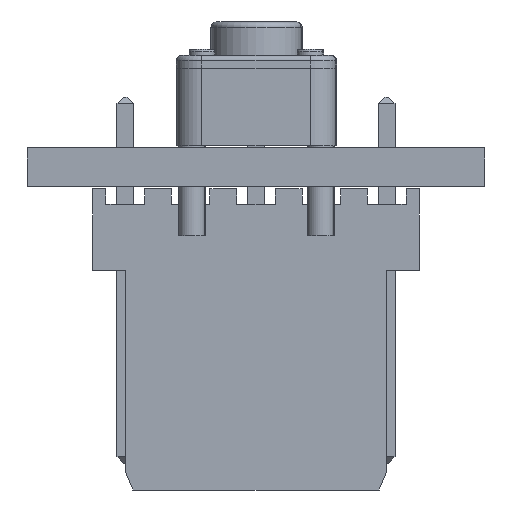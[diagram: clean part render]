
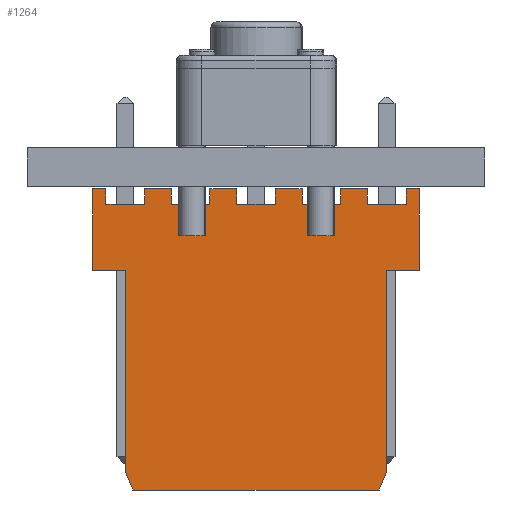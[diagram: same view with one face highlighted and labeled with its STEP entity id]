
A CAD part, front view. The second image highlights one B-rep face of the part: STEP entity #1264.
In plain terms, the highlighted planar face has unit normal (0, -1, 0).
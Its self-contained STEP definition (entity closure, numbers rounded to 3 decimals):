
#1228 = EDGE_CURVE('',#1229,#1231,#1233,.T.);
#1229 = VERTEX_POINT('',#1230);
#1230 = CARTESIAN_POINT('',(0.3,-2.9,11.7));
#1231 = VERTEX_POINT('',#1232);
#1232 = CARTESIAN_POINT('',(9.86,-2.9,11.7));
#1233 = LINE('',#1234,#1235);
#1234 = CARTESIAN_POINT('',(5.08,-2.9,11.7));
#1235 = VECTOR('',#1236,1.);
#1236 = DIRECTION('',(1.,0.,0.));
#1264 = ADVANCED_FACE('',(#1265),#1498,.T.);
#1265 = FACE_BOUND('',#1266,.T.);
#1266 = EDGE_LOOP('',(#1267,#1277,#1285,#1293,#1301,#1309,#1317,#1325,
    #1333,#1341,#1349,#1357,#1365,#1373,#1381,#1389,#1397,#1405,#1413,
    #1421,#1429,#1437,#1445,#1453,#1461,#1467,#1468,#1476,#1484,#1492));
#1267 = ORIENTED_EDGE('',*,*,#1268,.T.);
#1268 = EDGE_CURVE('',#1269,#1271,#1273,.T.);
#1269 = VERTEX_POINT('',#1270);
#1270 = CARTESIAN_POINT('',(-1.27,-2.9,0.));
#1271 = VERTEX_POINT('',#1272);
#1272 = CARTESIAN_POINT('',(-0.75,-2.9,0.));
#1273 = LINE('',#1274,#1275);
#1274 = CARTESIAN_POINT('',(-1.27,-2.9,0.));
#1275 = VECTOR('',#1276,1.);
#1276 = DIRECTION('',(1.,0.,0.));
#1277 = ORIENTED_EDGE('',*,*,#1278,.T.);
#1278 = EDGE_CURVE('',#1271,#1279,#1281,.T.);
#1279 = VERTEX_POINT('',#1280);
#1280 = CARTESIAN_POINT('',(-0.75,-2.9,0.6));
#1281 = LINE('',#1282,#1283);
#1282 = CARTESIAN_POINT('',(-0.75,-2.9,0.));
#1283 = VECTOR('',#1284,1.);
#1284 = DIRECTION('',(0.,0.,1.));
#1285 = ORIENTED_EDGE('',*,*,#1286,.F.);
#1286 = EDGE_CURVE('',#1287,#1279,#1289,.T.);
#1287 = VERTEX_POINT('',#1288);
#1288 = CARTESIAN_POINT('',(0.75,-2.9,0.6));
#1289 = LINE('',#1290,#1291);
#1290 = CARTESIAN_POINT('',(0.75,-2.9,0.6));
#1291 = VECTOR('',#1292,1.);
#1292 = DIRECTION('',(-1.,0.,0.));
#1293 = ORIENTED_EDGE('',*,*,#1294,.F.);
#1294 = EDGE_CURVE('',#1295,#1287,#1297,.T.);
#1295 = VERTEX_POINT('',#1296);
#1296 = CARTESIAN_POINT('',(0.75,-2.9,0.));
#1297 = LINE('',#1298,#1299);
#1298 = CARTESIAN_POINT('',(0.75,-2.9,0.));
#1299 = VECTOR('',#1300,1.);
#1300 = DIRECTION('',(0.,0.,1.));
#1301 = ORIENTED_EDGE('',*,*,#1302,.T.);
#1302 = EDGE_CURVE('',#1295,#1303,#1305,.T.);
#1303 = VERTEX_POINT('',#1304);
#1304 = CARTESIAN_POINT('',(1.79,-2.9,0.));
#1305 = LINE('',#1306,#1307);
#1306 = CARTESIAN_POINT('',(-1.27,-2.9,0.));
#1307 = VECTOR('',#1308,1.);
#1308 = DIRECTION('',(1.,0.,0.));
#1309 = ORIENTED_EDGE('',*,*,#1310,.T.);
#1310 = EDGE_CURVE('',#1303,#1311,#1313,.T.);
#1311 = VERTEX_POINT('',#1312);
#1312 = CARTESIAN_POINT('',(1.79,-2.9,0.6));
#1313 = LINE('',#1314,#1315);
#1314 = CARTESIAN_POINT('',(1.79,-2.9,0.));
#1315 = VECTOR('',#1316,1.);
#1316 = DIRECTION('',(0.,0.,1.));
#1317 = ORIENTED_EDGE('',*,*,#1318,.F.);
#1318 = EDGE_CURVE('',#1319,#1311,#1321,.T.);
#1319 = VERTEX_POINT('',#1320);
#1320 = CARTESIAN_POINT('',(3.29,-2.9,0.6));
#1321 = LINE('',#1322,#1323);
#1322 = CARTESIAN_POINT('',(3.29,-2.9,0.6));
#1323 = VECTOR('',#1324,1.);
#1324 = DIRECTION('',(-1.,0.,0.));
#1325 = ORIENTED_EDGE('',*,*,#1326,.F.);
#1326 = EDGE_CURVE('',#1327,#1319,#1329,.T.);
#1327 = VERTEX_POINT('',#1328);
#1328 = CARTESIAN_POINT('',(3.29,-2.9,0.));
#1329 = LINE('',#1330,#1331);
#1330 = CARTESIAN_POINT('',(3.29,-2.9,0.));
#1331 = VECTOR('',#1332,1.);
#1332 = DIRECTION('',(0.,0.,1.));
#1333 = ORIENTED_EDGE('',*,*,#1334,.T.);
#1334 = EDGE_CURVE('',#1327,#1335,#1337,.T.);
#1335 = VERTEX_POINT('',#1336);
#1336 = CARTESIAN_POINT('',(4.33,-2.9,0.));
#1337 = LINE('',#1338,#1339);
#1338 = CARTESIAN_POINT('',(-1.27,-2.9,0.));
#1339 = VECTOR('',#1340,1.);
#1340 = DIRECTION('',(1.,0.,0.));
#1341 = ORIENTED_EDGE('',*,*,#1342,.T.);
#1342 = EDGE_CURVE('',#1335,#1343,#1345,.T.);
#1343 = VERTEX_POINT('',#1344);
#1344 = CARTESIAN_POINT('',(4.33,-2.9,0.6));
#1345 = LINE('',#1346,#1347);
#1346 = CARTESIAN_POINT('',(4.33,-2.9,0.));
#1347 = VECTOR('',#1348,1.);
#1348 = DIRECTION('',(0.,0.,1.));
#1349 = ORIENTED_EDGE('',*,*,#1350,.F.);
#1350 = EDGE_CURVE('',#1351,#1343,#1353,.T.);
#1351 = VERTEX_POINT('',#1352);
#1352 = CARTESIAN_POINT('',(5.83,-2.9,0.6));
#1353 = LINE('',#1354,#1355);
#1354 = CARTESIAN_POINT('',(5.83,-2.9,0.6));
#1355 = VECTOR('',#1356,1.);
#1356 = DIRECTION('',(-1.,0.,0.));
#1357 = ORIENTED_EDGE('',*,*,#1358,.F.);
#1358 = EDGE_CURVE('',#1359,#1351,#1361,.T.);
#1359 = VERTEX_POINT('',#1360);
#1360 = CARTESIAN_POINT('',(5.83,-2.9,0.));
#1361 = LINE('',#1362,#1363);
#1362 = CARTESIAN_POINT('',(5.83,-2.9,0.));
#1363 = VECTOR('',#1364,1.);
#1364 = DIRECTION('',(0.,0.,1.));
#1365 = ORIENTED_EDGE('',*,*,#1366,.T.);
#1366 = EDGE_CURVE('',#1359,#1367,#1369,.T.);
#1367 = VERTEX_POINT('',#1368);
#1368 = CARTESIAN_POINT('',(6.87,-2.9,0.));
#1369 = LINE('',#1370,#1371);
#1370 = CARTESIAN_POINT('',(-1.27,-2.9,0.));
#1371 = VECTOR('',#1372,1.);
#1372 = DIRECTION('',(1.,0.,0.));
#1373 = ORIENTED_EDGE('',*,*,#1374,.T.);
#1374 = EDGE_CURVE('',#1367,#1375,#1377,.T.);
#1375 = VERTEX_POINT('',#1376);
#1376 = CARTESIAN_POINT('',(6.87,-2.9,0.6));
#1377 = LINE('',#1378,#1379);
#1378 = CARTESIAN_POINT('',(6.87,-2.9,0.));
#1379 = VECTOR('',#1380,1.);
#1380 = DIRECTION('',(0.,0.,1.));
#1381 = ORIENTED_EDGE('',*,*,#1382,.F.);
#1382 = EDGE_CURVE('',#1383,#1375,#1385,.T.);
#1383 = VERTEX_POINT('',#1384);
#1384 = CARTESIAN_POINT('',(8.37,-2.9,0.6));
#1385 = LINE('',#1386,#1387);
#1386 = CARTESIAN_POINT('',(8.37,-2.9,0.6));
#1387 = VECTOR('',#1388,1.);
#1388 = DIRECTION('',(-1.,0.,0.));
#1389 = ORIENTED_EDGE('',*,*,#1390,.F.);
#1390 = EDGE_CURVE('',#1391,#1383,#1393,.T.);
#1391 = VERTEX_POINT('',#1392);
#1392 = CARTESIAN_POINT('',(8.37,-2.9,0.));
#1393 = LINE('',#1394,#1395);
#1394 = CARTESIAN_POINT('',(8.37,-2.9,0.));
#1395 = VECTOR('',#1396,1.);
#1396 = DIRECTION('',(0.,0.,1.));
#1397 = ORIENTED_EDGE('',*,*,#1398,.T.);
#1398 = EDGE_CURVE('',#1391,#1399,#1401,.T.);
#1399 = VERTEX_POINT('',#1400);
#1400 = CARTESIAN_POINT('',(9.41,-2.9,0.));
#1401 = LINE('',#1402,#1403);
#1402 = CARTESIAN_POINT('',(-1.27,-2.9,0.));
#1403 = VECTOR('',#1404,1.);
#1404 = DIRECTION('',(1.,0.,0.));
#1405 = ORIENTED_EDGE('',*,*,#1406,.T.);
#1406 = EDGE_CURVE('',#1399,#1407,#1409,.T.);
#1407 = VERTEX_POINT('',#1408);
#1408 = CARTESIAN_POINT('',(9.41,-2.9,0.6));
#1409 = LINE('',#1410,#1411);
#1410 = CARTESIAN_POINT('',(9.41,-2.9,0.));
#1411 = VECTOR('',#1412,1.);
#1412 = DIRECTION('',(0.,0.,1.));
#1413 = ORIENTED_EDGE('',*,*,#1414,.F.);
#1414 = EDGE_CURVE('',#1415,#1407,#1417,.T.);
#1415 = VERTEX_POINT('',#1416);
#1416 = CARTESIAN_POINT('',(10.91,-2.9,0.6));
#1417 = LINE('',#1418,#1419);
#1418 = CARTESIAN_POINT('',(10.91,-2.9,0.6));
#1419 = VECTOR('',#1420,1.);
#1420 = DIRECTION('',(-1.,0.,0.));
#1421 = ORIENTED_EDGE('',*,*,#1422,.F.);
#1422 = EDGE_CURVE('',#1423,#1415,#1425,.T.);
#1423 = VERTEX_POINT('',#1424);
#1424 = CARTESIAN_POINT('',(10.91,-2.9,0.));
#1425 = LINE('',#1426,#1427);
#1426 = CARTESIAN_POINT('',(10.91,-2.9,0.));
#1427 = VECTOR('',#1428,1.);
#1428 = DIRECTION('',(0.,0.,1.));
#1429 = ORIENTED_EDGE('',*,*,#1430,.T.);
#1430 = EDGE_CURVE('',#1423,#1431,#1433,.T.);
#1431 = VERTEX_POINT('',#1432);
#1432 = CARTESIAN_POINT('',(11.43,-2.9,0.));
#1433 = LINE('',#1434,#1435);
#1434 = CARTESIAN_POINT('',(-1.27,-2.9,0.));
#1435 = VECTOR('',#1436,1.);
#1436 = DIRECTION('',(1.,0.,0.));
#1437 = ORIENTED_EDGE('',*,*,#1438,.T.);
#1438 = EDGE_CURVE('',#1431,#1439,#1441,.T.);
#1439 = VERTEX_POINT('',#1440);
#1440 = CARTESIAN_POINT('',(11.43,-2.9,3.17));
#1441 = LINE('',#1442,#1443);
#1442 = CARTESIAN_POINT('',(11.43,-2.9,0.));
#1443 = VECTOR('',#1444,1.);
#1444 = DIRECTION('',(0.,0.,1.));
#1445 = ORIENTED_EDGE('',*,*,#1446,.F.);
#1446 = EDGE_CURVE('',#1447,#1439,#1449,.T.);
#1447 = VERTEX_POINT('',#1448);
#1448 = CARTESIAN_POINT('',(10.16,-2.9,3.17));
#1449 = LINE('',#1450,#1451);
#1450 = CARTESIAN_POINT('',(-1.27,-2.9,3.17));
#1451 = VECTOR('',#1452,1.);
#1452 = DIRECTION('',(1.,0.,0.));
#1453 = ORIENTED_EDGE('',*,*,#1454,.T.);
#1454 = EDGE_CURVE('',#1447,#1455,#1457,.T.);
#1455 = VERTEX_POINT('',#1456);
#1456 = CARTESIAN_POINT('',(10.16,-2.9,11.));
#1457 = LINE('',#1458,#1459);
#1458 = CARTESIAN_POINT('',(10.16,-2.9,3.17));
#1459 = VECTOR('',#1460,1.);
#1460 = DIRECTION('',(0.,0.,1.));
#1461 = ORIENTED_EDGE('',*,*,#1462,.F.);
#1462 = EDGE_CURVE('',#1231,#1455,#1463,.T.);
#1463 = LINE('',#1464,#1465);
#1464 = CARTESIAN_POINT('',(11.108,-2.9,8.787));
#1465 = VECTOR('',#1466,1.);
#1466 = DIRECTION('',(0.394,0.,-0.919));
#1467 = ORIENTED_EDGE('',*,*,#1228,.F.);
#1468 = ORIENTED_EDGE('',*,*,#1469,.T.);
#1469 = EDGE_CURVE('',#1229,#1470,#1472,.T.);
#1470 = VERTEX_POINT('',#1471);
#1471 = CARTESIAN_POINT('',(0.,-2.9,11.));
#1472 = LINE('',#1473,#1474);
#1473 = CARTESIAN_POINT('',(-0.948,-2.9,8.787));
#1474 = VECTOR('',#1475,1.);
#1475 = DIRECTION('',(-0.394,-0.,-0.919));
#1476 = ORIENTED_EDGE('',*,*,#1477,.F.);
#1477 = EDGE_CURVE('',#1478,#1470,#1480,.T.);
#1478 = VERTEX_POINT('',#1479);
#1479 = CARTESIAN_POINT('',(0.,-2.9,3.17));
#1480 = LINE('',#1481,#1482);
#1481 = CARTESIAN_POINT('',(0.,-2.9,3.17));
#1482 = VECTOR('',#1483,1.);
#1483 = DIRECTION('',(0.,0.,1.));
#1484 = ORIENTED_EDGE('',*,*,#1485,.F.);
#1485 = EDGE_CURVE('',#1486,#1478,#1488,.T.);
#1486 = VERTEX_POINT('',#1487);
#1487 = CARTESIAN_POINT('',(-1.27,-2.9,3.17));
#1488 = LINE('',#1489,#1490);
#1489 = CARTESIAN_POINT('',(-1.27,-2.9,3.17));
#1490 = VECTOR('',#1491,1.);
#1491 = DIRECTION('',(1.,0.,0.));
#1492 = ORIENTED_EDGE('',*,*,#1493,.F.);
#1493 = EDGE_CURVE('',#1269,#1486,#1494,.T.);
#1494 = LINE('',#1495,#1496);
#1495 = CARTESIAN_POINT('',(-1.27,-2.9,0.));
#1496 = VECTOR('',#1497,1.);
#1497 = DIRECTION('',(0.,0.,1.));
#1498 = PLANE('',#1499);
#1499 = AXIS2_PLACEMENT_3D('',#1500,#1501,#1502);
#1500 = CARTESIAN_POINT('',(5.08,-2.9,4.869));
#1501 = DIRECTION('',(0.,-1.,0.));
#1502 = DIRECTION('',(-1.,0.,0.));
